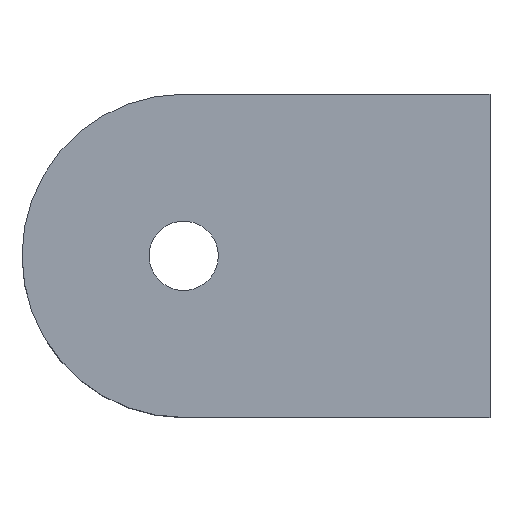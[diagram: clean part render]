
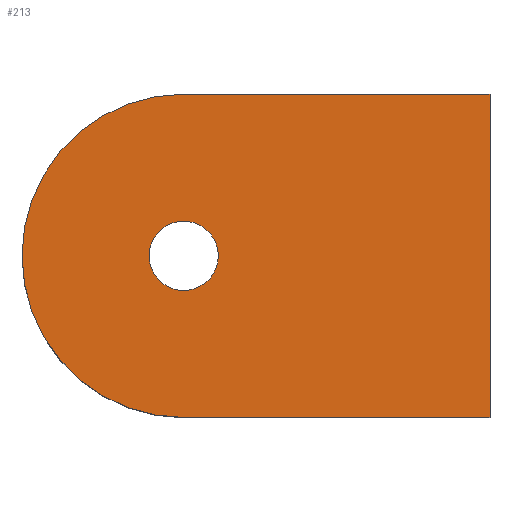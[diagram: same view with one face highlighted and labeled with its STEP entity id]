
A CAD part, top view. The second image highlights one B-rep face of the part: STEP entity #213.
In plain terms, the highlighted planar face has unit normal (0, 0, 1).
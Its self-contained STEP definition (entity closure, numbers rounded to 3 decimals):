
#18=FACE_BOUND('',#51,.T.);
#23=PLANE('',#255);
#36=FACE_OUTER_BOUND('',#50,.T.);
#50=EDGE_LOOP('',(#190,#191,#192,#193));
#51=EDGE_LOOP('',(#194,#195));
#61=LINE('',#366,#76);
#64=LINE('',#372,#79);
#66=LINE('',#375,#81);
#76=VECTOR('',#301,10.);
#79=VECTOR('',#306,10.);
#81=VECTOR('',#310,10.);
#93=CIRCLE('',#254,7.);
#94=CIRCLE('',#256,1.5);
#95=CIRCLE('',#257,1.5);
#111=VERTEX_POINT('',#363);
#112=VERTEX_POINT('',#365);
#113=VERTEX_POINT('',#369);
#114=VERTEX_POINT('',#371);
#115=VERTEX_POINT('',#379);
#116=VERTEX_POINT('',#380);
#135=EDGE_CURVE('',#112,#111,#61,.T.);
#138=EDGE_CURVE('',#114,#113,#64,.T.);
#140=EDGE_CURVE('',#113,#112,#66,.T.);
#141=EDGE_CURVE('',#111,#114,#93,.T.);
#142=EDGE_CURVE('',#115,#116,#94,.T.);
#143=EDGE_CURVE('',#116,#115,#95,.T.);
#190=ORIENTED_EDGE('',*,*,#141,.T.);
#191=ORIENTED_EDGE('',*,*,#138,.T.);
#192=ORIENTED_EDGE('',*,*,#140,.T.);
#193=ORIENTED_EDGE('',*,*,#135,.T.);
#194=ORIENTED_EDGE('',*,*,#142,.T.);
#195=ORIENTED_EDGE('',*,*,#143,.T.);
#213=ADVANCED_FACE('',(#36,#18),#23,.T.);
#254=AXIS2_PLACEMENT_3D('',#377,#313,#314);
#255=AXIS2_PLACEMENT_3D('',#378,#315,#316);
#256=AXIS2_PLACEMENT_3D('',#381,#317,#318);
#257=AXIS2_PLACEMENT_3D('',#382,#319,#320);
#301=DIRECTION('',(-1.,0.,0.));
#306=DIRECTION('',(1.,0.,0.));
#310=DIRECTION('',(0.,1.,0.));
#313=DIRECTION('center_axis',(0.,0.,1.));
#314=DIRECTION('ref_axis',(-1.,0.,0.));
#315=DIRECTION('center_axis',(0.,0.,1.));
#316=DIRECTION('ref_axis',(1.,0.,0.));
#317=DIRECTION('center_axis',(0.,0.,-1.));
#318=DIRECTION('ref_axis',(-1.,0.,0.));
#319=DIRECTION('center_axis',(0.,0.,-1.));
#320=DIRECTION('ref_axis',(-1.,0.,0.));
#363=CARTESIAN_POINT('',(0.,7.,38.));
#365=CARTESIAN_POINT('',(13.266,7.,38.));
#366=CARTESIAN_POINT('',(-11.734,7.,38.));
#369=CARTESIAN_POINT('',(13.266,-7.,38.));
#371=CARTESIAN_POINT('',(0.,-7.,38.));
#372=CARTESIAN_POINT('',(13.266,-7.,38.));
#375=CARTESIAN_POINT('',(13.266,7.,38.));
#377=CARTESIAN_POINT('Origin',(0.,0.,38.));
#378=CARTESIAN_POINT('Origin',(0.766,0.,38.));
#379=CARTESIAN_POINT('',(-1.5,0.,38.));
#380=CARTESIAN_POINT('',(1.5,0.,38.));
#381=CARTESIAN_POINT('Origin',(0.,0.,38.));
#382=CARTESIAN_POINT('Origin',(0.,0.,38.));
